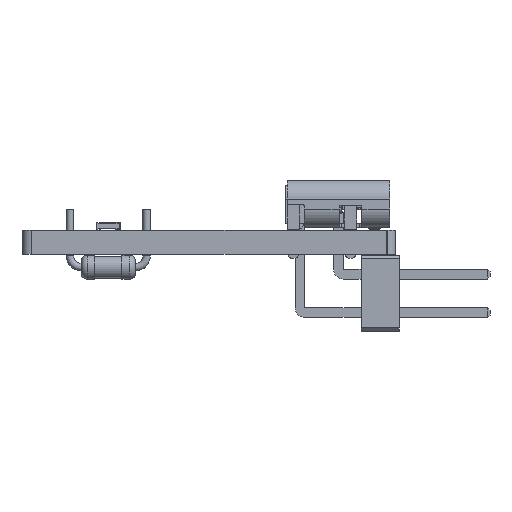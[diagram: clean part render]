
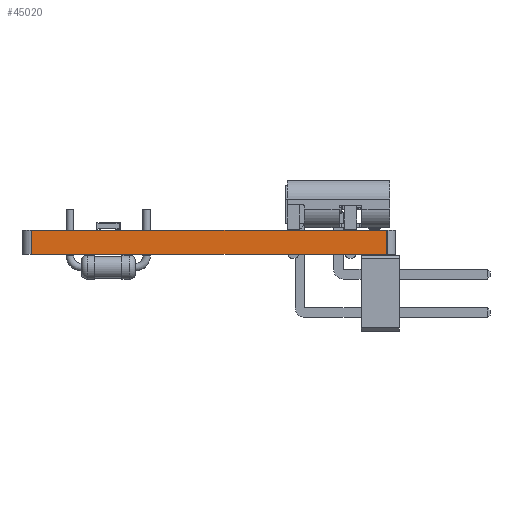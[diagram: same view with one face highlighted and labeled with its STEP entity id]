
A CAD part, front view. The second image highlights one B-rep face of the part: STEP entity #45020.
In plain terms, the highlighted planar face has unit normal (0, -1, 0).
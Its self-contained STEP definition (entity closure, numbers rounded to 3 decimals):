
#40796 = VERTEX_POINT('',#40797);
#40797 = CARTESIAN_POINT('',(86.36,-120.65,0.));
#40804 = EDGE_CURVE('',#40805,#40796,#40807,.T.);
#40805 = VERTEX_POINT('',#40806);
#40806 = CARTESIAN_POINT('',(109.855,-120.65,0.));
#40807 = LINE('',#40808,#40809);
#40808 = CARTESIAN_POINT('',(109.855,-120.65,0.));
#40809 = VECTOR('',#40810,1.);
#40810 = DIRECTION('',(-1.,0.,0.));
#42843 = VERTEX_POINT('',#42844);
#42844 = CARTESIAN_POINT('',(86.36,-120.65,1.6));
#42851 = EDGE_CURVE('',#42852,#42843,#42854,.T.);
#42852 = VERTEX_POINT('',#42853);
#42853 = CARTESIAN_POINT('',(109.855,-120.65,1.6));
#42854 = LINE('',#42855,#42856);
#42855 = CARTESIAN_POINT('',(109.855,-120.65,1.6));
#42856 = VECTOR('',#42857,1.);
#42857 = DIRECTION('',(-1.,0.,0.));
#44990 = EDGE_CURVE('',#40796,#42843,#44991,.T.);
#44991 = LINE('',#44992,#44993);
#44992 = CARTESIAN_POINT('',(86.36,-120.65,0.));
#44993 = VECTOR('',#44994,1.);
#44994 = DIRECTION('',(0.,0.,1.));
#45020 = ADVANCED_FACE('',(#45021),#45032,.T.);
#45021 = FACE_BOUND('',#45022,.T.);
#45022 = EDGE_LOOP('',(#45023,#45029,#45030,#45031));
#45023 = ORIENTED_EDGE('',*,*,#45024,.T.);
#45024 = EDGE_CURVE('',#40805,#42852,#45025,.T.);
#45025 = LINE('',#45026,#45027);
#45026 = CARTESIAN_POINT('',(109.855,-120.65,0.));
#45027 = VECTOR('',#45028,1.);
#45028 = DIRECTION('',(0.,0.,1.));
#45029 = ORIENTED_EDGE('',*,*,#42851,.T.);
#45030 = ORIENTED_EDGE('',*,*,#44990,.F.);
#45031 = ORIENTED_EDGE('',*,*,#40804,.F.);
#45032 = PLANE('',#45033);
#45033 = AXIS2_PLACEMENT_3D('',#45034,#45035,#45036);
#45034 = CARTESIAN_POINT('',(109.855,-120.65,0.));
#45035 = DIRECTION('',(0.,-1.,0.));
#45036 = DIRECTION('',(-1.,0.,0.));
